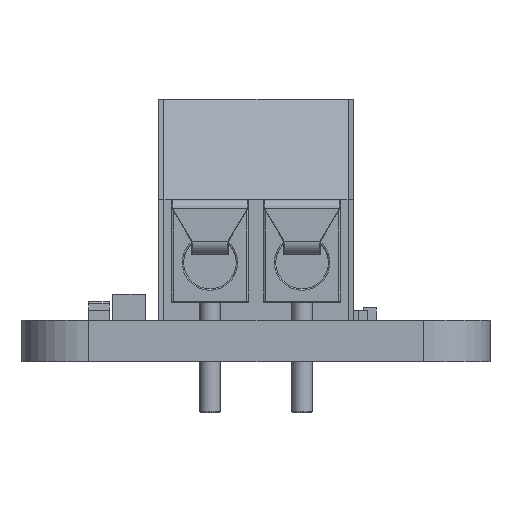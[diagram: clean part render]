
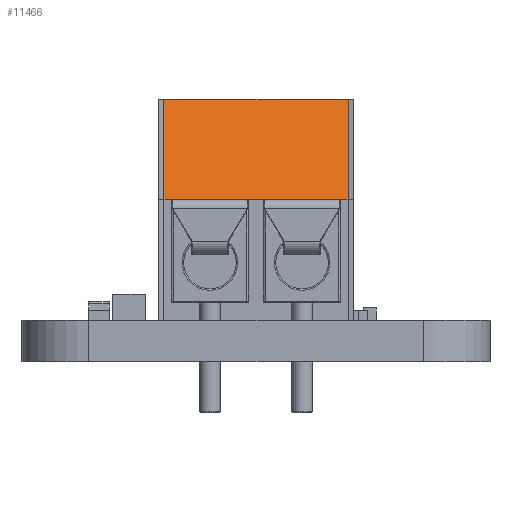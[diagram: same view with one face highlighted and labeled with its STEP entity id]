
A CAD part, left-side view. The second image highlights one B-rep face of the part: STEP entity #11466.
In plain terms, the highlighted face is planar.
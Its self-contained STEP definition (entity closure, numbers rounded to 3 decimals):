
#706=PLANE('',#12799);
#1346=FACE_OUTER_BOUND('',#2171,.T.);
#2171=EDGE_LOOP('',(#10004,#10005,#10006,#10007,#10008,#10009,#10010,#10011));
#2906=LINE('',#19798,#3857);
#2930=LINE('',#19847,#3881);
#2933=LINE('',#19853,#3884);
#2961=LINE('',#19948,#3912);
#2966=LINE('',#19958,#3917);
#2979=LINE('',#19981,#3930);
#2992=LINE('',#20005,#3943);
#2998=LINE('',#20018,#3949);
#3857=VECTOR('',#15683,10.);
#3881=VECTOR('',#15715,10.);
#3884=VECTOR('',#15720,10.);
#3912=VECTOR('',#15814,10.);
#3917=VECTOR('',#15821,10.);
#3930=VECTOR('',#15840,10.);
#3943=VECTOR('',#15863,10.);
#3949=VECTOR('',#15879,10.);
#5519=VERTEX_POINT('',#19795);
#5520=VERTEX_POINT('',#19797);
#5541=VERTEX_POINT('',#19845);
#5543=VERTEX_POINT('',#19852);
#5577=VERTEX_POINT('',#19947);
#5580=VERTEX_POINT('',#19955);
#5581=VERTEX_POINT('',#19957);
#5588=VERTEX_POINT('',#19979);
#6988=EDGE_CURVE('',#5520,#5519,#2906,.T.);
#7013=EDGE_CURVE('',#5519,#5541,#2930,.T.);
#7016=EDGE_CURVE('',#5543,#5520,#2933,.T.);
#7063=EDGE_CURVE('',#5543,#5577,#2961,.T.);
#7068=EDGE_CURVE('',#5580,#5581,#2966,.T.);
#7081=EDGE_CURVE('',#5588,#5541,#2979,.T.);
#7094=EDGE_CURVE('',#5577,#5580,#2992,.T.);
#7100=EDGE_CURVE('',#5581,#5588,#2998,.T.);
#10004=ORIENTED_EDGE('',*,*,#7063,.F.);
#10005=ORIENTED_EDGE('',*,*,#7016,.T.);
#10006=ORIENTED_EDGE('',*,*,#6988,.T.);
#10007=ORIENTED_EDGE('',*,*,#7013,.T.);
#10008=ORIENTED_EDGE('',*,*,#7081,.F.);
#10009=ORIENTED_EDGE('',*,*,#7100,.F.);
#10010=ORIENTED_EDGE('',*,*,#7068,.F.);
#10011=ORIENTED_EDGE('',*,*,#7094,.F.);
#11466=ADVANCED_FACE('',(#1346),#706,.T.);
#12799=AXIS2_PLACEMENT_3D('',#20020,#15882,#15883);
#15683=DIRECTION('',(-1.,0.,0.));
#15715=DIRECTION('',(0.,-0.358,-0.934));
#15720=DIRECTION('',(0.,0.358,0.934));
#15814=DIRECTION('',(-1.,0.,0.));
#15821=DIRECTION('',(-1.,0.,0.));
#15840=DIRECTION('',(-1.,0.,0.));
#15863=DIRECTION('',(-1.,0.,0.));
#15879=DIRECTION('',(-1.,0.,0.));
#15882=DIRECTION('center_axis',(0.,-0.934,
0.358));
#15883=DIRECTION('ref_axis',(-1.,0.,0.));
#19795=CARTESIAN_POINT('',(-3.5,-2.091,8.4));
#19797=CARTESIAN_POINT('',(3.5,-2.091,8.4));
#19798=CARTESIAN_POINT('',(1.75,-2.091,8.4));
#19845=CARTESIAN_POINT('',(-3.5,-3.55,4.6));
#19847=CARTESIAN_POINT('',(-3.5,-3.372,5.064));
#19852=CARTESIAN_POINT('',(3.5,-3.55,4.6));
#19853=CARTESIAN_POINT('',(3.5,-3.372,5.064));
#19947=CARTESIAN_POINT('',(3.2,-3.55,4.6));
#19948=CARTESIAN_POINT('',(0.095,-3.55,4.6));
#19955=CARTESIAN_POINT('',(0.3,-3.55,4.6));
#19957=CARTESIAN_POINT('',(-0.3,-3.55,4.6));
#19958=CARTESIAN_POINT('',(0.095,-3.55,4.6));
#19979=CARTESIAN_POINT('',(-3.2,-3.55,4.6));
#19981=CARTESIAN_POINT('',(-0.875,-3.55,4.6));
#20005=CARTESIAN_POINT('',(0.095,-3.55,4.6));
#20018=CARTESIAN_POINT('',(-0.875,-3.55,4.6));
#20020=CARTESIAN_POINT('Origin',(1.75,-2.091,8.4));
